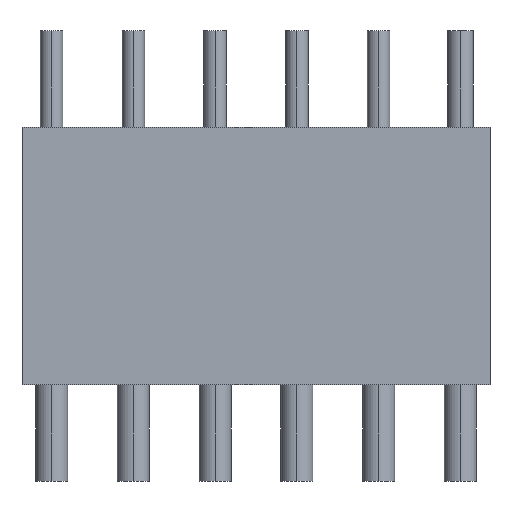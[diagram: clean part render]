
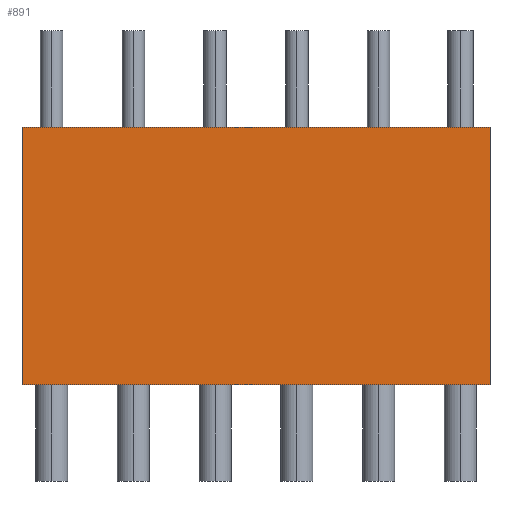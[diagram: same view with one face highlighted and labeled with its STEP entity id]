
A CAD part, top view. The second image highlights one B-rep face of the part: STEP entity #891.
In plain terms, the highlighted planar face has unit normal (0, 0, 1).
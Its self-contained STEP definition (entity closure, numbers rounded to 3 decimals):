
#21 = DIRECTION ( 'NONE',  ( -1., 0., 0. ) ) ;
#63 = VECTOR ( 'NONE', #705, 1000. ) ;
#120 = EDGE_LOOP ( 'NONE', ( #1068, #931, #924, #446 ) ) ;
#137 = VERTEX_POINT ( 'NONE', #142 ) ;
#142 = CARTESIAN_POINT ( 'NONE',  ( -0.92, 0., 1. ) ) ;
#196 = DIRECTION ( 'NONE',  ( -1., 0., 0. ) ) ;
#202 = VECTOR ( 'NONE', #375, 1000. ) ;
#241 = CARTESIAN_POINT ( 'NONE',  ( 13.62, -8., 1. ) ) ;
#271 = LINE ( 'NONE', #505, #202 ) ;
#305 = PLANE ( 'NONE',  #479 ) ;
#375 = DIRECTION ( 'NONE',  ( -1., 0., 0. ) ) ;
#419 = EDGE_CURVE ( 'NONE', #1053, #1243, #1072, .T. ) ;
#435 = VECTOR ( 'NONE', #590, 1000. ) ;
#446 = ORIENTED_EDGE ( 'NONE', *, *, #1369, .T. ) ;
#479 = AXIS2_PLACEMENT_3D ( 'NONE', #581, #1133, #196 ) ;
#505 = CARTESIAN_POINT ( 'NONE',  ( 13.62, 0., 1. ) ) ;
#540 = CARTESIAN_POINT ( 'NONE',  ( 13.62, 0., 1. ) ) ;
#574 = CARTESIAN_POINT ( 'NONE',  ( 13.62, -8., 1. ) ) ;
#581 = CARTESIAN_POINT ( 'NONE',  ( 13.62, -8., 1. ) ) ;
#590 = DIRECTION ( 'NONE',  ( 0., 1., 0. ) ) ;
#595 = CARTESIAN_POINT ( 'NONE',  ( -0.92, -8., 1. ) ) ;
#705 = DIRECTION ( 'NONE',  ( 0., 1., 0. ) ) ;
#834 = VECTOR ( 'NONE', #21, 1000. ) ;
#891 = ADVANCED_FACE ( 'NONE', ( #1374 ), #305, .F. ) ;
#924 = ORIENTED_EDGE ( 'NONE', *, *, #419, .F. ) ;
#931 = ORIENTED_EDGE ( 'NONE', *, *, #990, .F. ) ;
#952 = CARTESIAN_POINT ( 'NONE',  ( 13.62, -8., 1. ) ) ;
#954 = LINE ( 'NONE', #241, #435 ) ;
#990 = EDGE_CURVE ( 'NONE', #1243, #137, #1423, .T. ) ;
#1053 = VERTEX_POINT ( 'NONE', #952 ) ;
#1068 = ORIENTED_EDGE ( 'NONE', *, *, #1360, .T. ) ;
#1072 = LINE ( 'NONE', #574, #834 ) ;
#1133 = DIRECTION ( 'NONE',  ( 0., 0., -1. ) ) ;
#1182 = CARTESIAN_POINT ( 'NONE',  ( -0.92, -8., 1. ) ) ;
#1200 = VERTEX_POINT ( 'NONE', #540 ) ;
#1243 = VERTEX_POINT ( 'NONE', #1182 ) ;
#1360 = EDGE_CURVE ( 'NONE', #1200, #137, #271, .T. ) ;
#1369 = EDGE_CURVE ( 'NONE', #1053, #1200, #954, .T. ) ;
#1374 = FACE_OUTER_BOUND ( 'NONE', #120, .T. ) ;
#1423 = LINE ( 'NONE', #595, #63 ) ;
